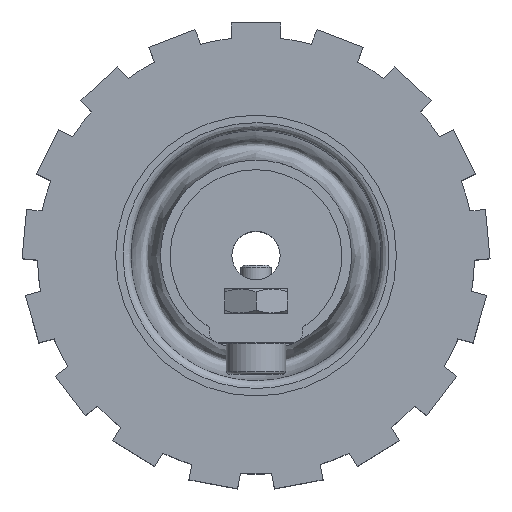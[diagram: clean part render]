
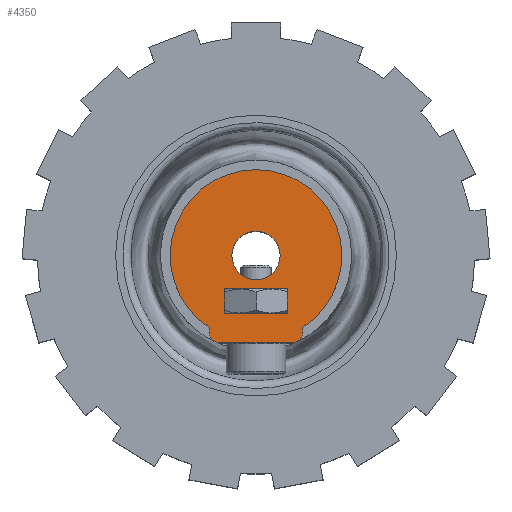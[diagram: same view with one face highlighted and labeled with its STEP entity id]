
A CAD part, top view. The second image highlights one B-rep face of the part: STEP entity #4350.
In plain terms, the highlighted planar face has unit normal (0, 0, 1).
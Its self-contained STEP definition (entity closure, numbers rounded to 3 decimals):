
#248=FACE_BOUND('',#720,.T.);
#249=FACE_BOUND('',#721,.T.);
#295=PLANE('',#4646);
#467=FACE_OUTER_BOUND('',#719,.T.);
#719=EDGE_LOOP('',(#3196,#3197,#3198,#3199,#3200,#3201));
#720=EDGE_LOOP('',(#3202,#3203,#3204,#3205));
#721=EDGE_LOOP('',(#3206));
#974=LINE('',#6291,#1437);
#977=LINE('',#6297,#1440);
#980=LINE('',#6303,#1443);
#983=LINE('',#6307,#1446);
#985=LINE('',#6312,#1448);
#988=LINE('',#6320,#1451);
#991=LINE('',#6328,#1454);
#1437=VECTOR('',#4999,10.);
#1440=VECTOR('',#5004,10.);
#1443=VECTOR('',#5009,10.);
#1446=VECTOR('',#5014,10.);
#1448=VECTOR('',#5018,10.);
#1451=VECTOR('',#5027,10.);
#1454=VECTOR('',#5036,10.);
#1876=CIRCLE('',#4639,0.75);
#1877=CIRCLE('',#4642,0.75);
#1878=CIRCLE('',#4645,5.5);
#1879=CIRCLE('',#4647,1.55);
#1974=VERTEX_POINT('',#6288);
#1975=VERTEX_POINT('',#6290);
#1977=VERTEX_POINT('',#6296);
#1979=VERTEX_POINT('',#6302);
#1980=VERTEX_POINT('',#6309);
#1981=VERTEX_POINT('',#6311);
#1982=VERTEX_POINT('',#6315);
#1983=VERTEX_POINT('',#6319);
#1984=VERTEX_POINT('',#6323);
#1985=VERTEX_POINT('',#6327);
#1986=VERTEX_POINT('',#6333);
#2433=EDGE_CURVE('',#1975,#1974,#974,.T.);
#2436=EDGE_CURVE('',#1977,#1975,#977,.T.);
#2439=EDGE_CURVE('',#1979,#1977,#980,.T.);
#2442=EDGE_CURVE('',#1974,#1979,#983,.T.);
#2444=EDGE_CURVE('',#1981,#1980,#985,.T.);
#2446=EDGE_CURVE('',#1982,#1981,#1876,.T.);
#2448=EDGE_CURVE('',#1983,#1982,#988,.T.);
#2450=EDGE_CURVE('',#1984,#1983,#1877,.T.);
#2452=EDGE_CURVE('',#1985,#1984,#991,.T.);
#2454=EDGE_CURVE('',#1980,#1985,#1878,.T.);
#2455=EDGE_CURVE('',#1986,#1986,#1879,.T.);
#3196=ORIENTED_EDGE('',*,*,#2454,.T.);
#3197=ORIENTED_EDGE('',*,*,#2452,.T.);
#3198=ORIENTED_EDGE('',*,*,#2450,.T.);
#3199=ORIENTED_EDGE('',*,*,#2448,.T.);
#3200=ORIENTED_EDGE('',*,*,#2446,.T.);
#3201=ORIENTED_EDGE('',*,*,#2444,.T.);
#3202=ORIENTED_EDGE('',*,*,#2442,.T.);
#3203=ORIENTED_EDGE('',*,*,#2439,.T.);
#3204=ORIENTED_EDGE('',*,*,#2436,.T.);
#3205=ORIENTED_EDGE('',*,*,#2433,.T.);
#3206=ORIENTED_EDGE('',*,*,#2455,.T.);
#4350=ADVANCED_FACE('',(#467,#248,#249),#295,.T.);
#4639=AXIS2_PLACEMENT_3D('',#6316,#5022,#5023);
#4642=AXIS2_PLACEMENT_3D('',#6324,#5031,#5032);
#4645=AXIS2_PLACEMENT_3D('',#6331,#5040,#5041);
#4646=AXIS2_PLACEMENT_3D('',#6332,#5042,#5043);
#4647=AXIS2_PLACEMENT_3D('',#6334,#5044,#5045);
#4999=DIRECTION('',(0.,-1.,0.));
#5004=DIRECTION('',(1.,0.,0.));
#5009=DIRECTION('',(0.,1.,0.));
#5014=DIRECTION('',(-1.,0.,0.));
#5018=DIRECTION('',(0.,1.,0.));
#5022=DIRECTION('center_axis',(0.,0.,1.));
#5023=DIRECTION('ref_axis',(0.,-1.,0.));
#5027=DIRECTION('',(1.,0.,0.));
#5031=DIRECTION('center_axis',(0.,0.,1.));
#5032=DIRECTION('ref_axis',(-1.,0.,0.));
#5036=DIRECTION('',(0.,-1.,0.));
#5040=DIRECTION('center_axis',(0.,0.,1.));
#5041=DIRECTION('ref_axis',(-1.,0.,0.));
#5042=DIRECTION('center_axis',(0.,0.,1.));
#5043=DIRECTION('ref_axis',(-1.,0.,0.));
#5044=DIRECTION('center_axis',(0.,0.,-1.));
#5045=DIRECTION('ref_axis',(-1.,0.,0.));
#6288=CARTESIAN_POINT('',(2.,-3.718,13.));
#6290=CARTESIAN_POINT('',(2.,-2.118,13.));
#6291=CARTESIAN_POINT('',(2.,-2.118,13.));
#6296=CARTESIAN_POINT('',(-2.,-2.118,13.));
#6297=CARTESIAN_POINT('',(-2.,-2.118,13.));
#6302=CARTESIAN_POINT('',(-2.,-3.718,13.));
#6303=CARTESIAN_POINT('',(-2.,-3.718,13.));
#6307=CARTESIAN_POINT('',(2.,-3.718,13.));
#6309=CARTESIAN_POINT('',(3.,-4.61,13.));
#6311=CARTESIAN_POINT('',(3.,-4.86,13.));
#6312=CARTESIAN_POINT('',(3.,-4.61,13.));
#6315=CARTESIAN_POINT('',(2.25,-5.61,13.));
#6316=CARTESIAN_POINT('Origin',(2.25,-4.86,13.));
#6319=CARTESIAN_POINT('',(-2.25,-5.61,13.));
#6320=CARTESIAN_POINT('',(2.25,-5.61,13.));
#6323=CARTESIAN_POINT('',(-3.,-4.86,13.));
#6324=CARTESIAN_POINT('Origin',(-2.25,-4.86,13.));
#6327=CARTESIAN_POINT('',(-3.,-4.61,13.));
#6328=CARTESIAN_POINT('',(-3.,-4.86,13.));
#6331=CARTESIAN_POINT('Origin',(0.,0.,13.));
#6332=CARTESIAN_POINT('Origin',(0.,0.,13.));
#6333=CARTESIAN_POINT('',(-1.55,0.,13.));
#6334=CARTESIAN_POINT('Origin',(0.,0.,
13.));
